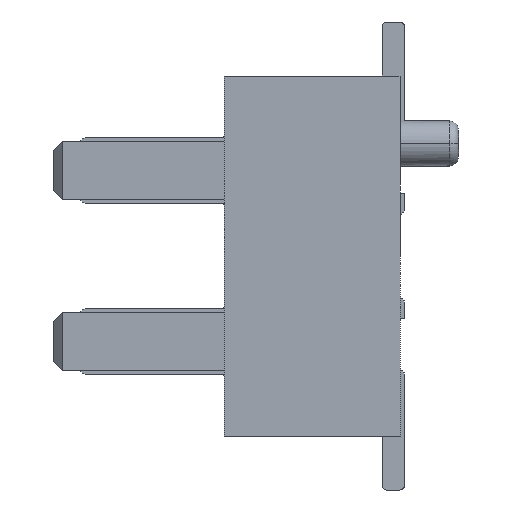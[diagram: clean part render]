
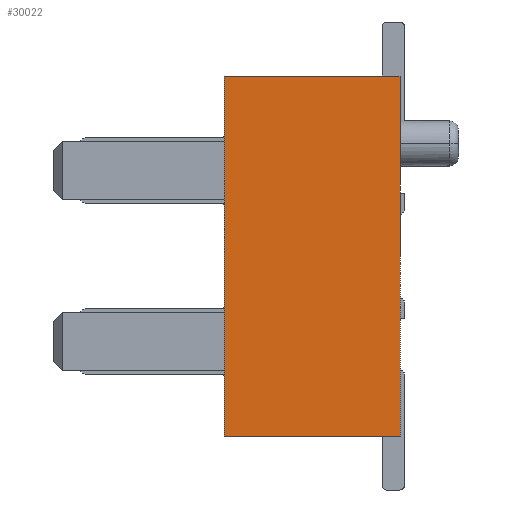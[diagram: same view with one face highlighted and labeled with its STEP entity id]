
A CAD part, left-side view. The second image highlights one B-rep face of the part: STEP entity #30022.
In plain terms, the highlighted planar face has unit normal (-1, 0, 0).
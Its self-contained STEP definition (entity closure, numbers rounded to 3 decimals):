
#7895=DIRECTION('',(0.,-1.,0.));
#7896=VECTOR('',#7895,1.95);
#7897=CARTESIAN_POINT('',(-11.35,1.95,-2.));
#7898=LINE('',#7897,#7896);
#11033=DIRECTION('',(0.,0.,-1.));
#11034=VECTOR('',#11033,4.);
#11035=CARTESIAN_POINT('',(-11.35,0.,2.));
#11036=LINE('',#11035,#11034);
#11037=DIRECTION('',(0.,0.,1.));
#11038=VECTOR('',#11037,4.);
#11039=CARTESIAN_POINT('',(-11.35,1.95,-2.));
#11040=LINE('',#11039,#11038);
#11041=DIRECTION('',(0.,-1.,0.));
#11042=VECTOR('',#11041,1.95);
#11043=CARTESIAN_POINT('',(-11.35,1.95,2.));
#11044=LINE('',#11043,#11042);
#11835=CARTESIAN_POINT('',(-11.35,0.,2.));
#11836=VERTEX_POINT('',#11835);
#11837=CARTESIAN_POINT('',(-11.35,0.,-2.));
#11838=VERTEX_POINT('',#11837);
#11879=CARTESIAN_POINT('',(-11.35,1.95,2.));
#11880=VERTEX_POINT('',#11879);
#11881=CARTESIAN_POINT('',(-11.35,1.95,-2.));
#11882=VERTEX_POINT('',#11881);
#30011=CARTESIAN_POINT('',(-11.35,0.975,0.));
#30012=DIRECTION('',(1.,0.,0.));
#30013=DIRECTION('',(0.,0.,1.));
#30014=AXIS2_PLACEMENT_3D('',#30011,#30012,#30013);
#30015=PLANE('',#30014);
#30016=ORIENTED_EDGE('',*,*,#14588,.T.);
#30017=ORIENTED_EDGE('',*,*,#25623,.F.);
#30018=ORIENTED_EDGE('',*,*,#14688,.T.);
#30019=ORIENTED_EDGE('',*,*,#14673,.T.);
#30020=EDGE_LOOP('',(#30016,#30017,#30018,#30019));
#30021=FACE_OUTER_BOUND('',#30020,.F.);
#14588=EDGE_CURVE('',#11836,#11838,#11036,.T.);
#14673=EDGE_CURVE('',#11880,#11836,#11044,.T.);
#14688=EDGE_CURVE('',#11882,#11880,#11040,.T.);
#25623=EDGE_CURVE('',#11882,#11838,#7898,.T.);
#30022=ADVANCED_FACE('',(#30021),#30015,.F.);
